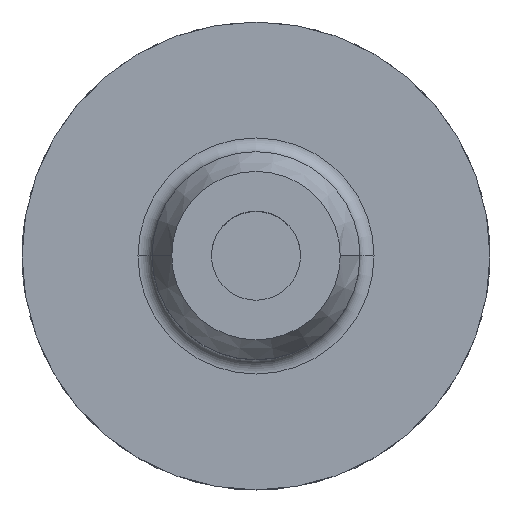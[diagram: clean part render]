
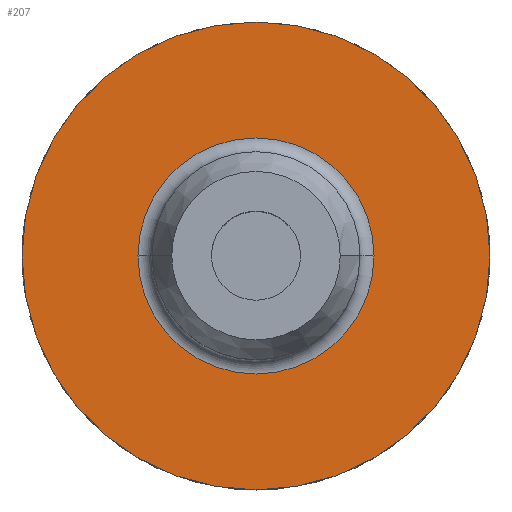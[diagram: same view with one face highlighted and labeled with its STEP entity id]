
A CAD part, top view. The second image highlights one B-rep face of the part: STEP entity #207.
In plain terms, the highlighted planar face has unit normal (0, 0, 1).
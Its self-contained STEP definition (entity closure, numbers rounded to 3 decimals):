
#27 = DIRECTION ( 'NONE',  ( -1., 0., 0. ) ) ;
#33 = ORIENTED_EDGE ( 'NONE', *, *, #851, .T. ) ;
#76 = CARTESIAN_POINT ( 'NONE',  ( 50., 0., 38. ) ) ;
#135 = CIRCLE ( 'NONE', #766, 50. ) ;
#191 = DIRECTION ( 'NONE',  ( 0., 0., -1. ) ) ;
#207 = ADVANCED_FACE ( 'NONE', ( #521, #262 ), #955, .F. ) ;
#228 = VERTEX_POINT ( 'NONE', #1187 ) ;
#248 = AXIS2_PLACEMENT_3D ( 'NONE', #1437, #1552, #1419 ) ;
#262 = FACE_OUTER_BOUND ( 'NONE', #1628, .T. ) ;
#324 = ORIENTED_EDGE ( 'NONE', *, *, #1395, .T. ) ;
#419 = CARTESIAN_POINT ( 'NONE',  ( -25.225, 0., 38. ) ) ;
#521 = FACE_BOUND ( 'NONE', #714, .T. ) ;
#612 = CIRCLE ( 'NONE', #1135, 25.225 ) ;
#641 = CARTESIAN_POINT ( 'NONE',  ( 0., 0., 38. ) ) ;
#688 = VERTEX_POINT ( 'NONE', #419 ) ;
#714 = EDGE_LOOP ( 'NONE', ( #324, #33 ) ) ;
#766 = AXIS2_PLACEMENT_3D ( 'NONE', #641, #1409, #27 ) ;
#851 = EDGE_CURVE ( 'NONE', #1668, #688, #612, .T. ) ;
#856 = DIRECTION ( 'NONE',  ( 0., 0., -1. ) ) ;
#919 = AXIS2_PLACEMENT_3D ( 'NONE', #1232, #191, #1243 ) ;
#955 = PLANE ( 'NONE',  #1675 ) ;
#1008 = EDGE_CURVE ( 'NONE', #1101, #228, #1090, .T. ) ;
#1060 = CARTESIAN_POINT ( 'NONE',  ( 0., 50., 38. ) ) ;
#1079 = DIRECTION ( 'NONE',  ( 0., 0., -1. ) ) ;
#1088 = DIRECTION ( 'NONE',  ( -1., 0., 0. ) ) ;
#1090 = CIRCLE ( 'NONE', #919, 50. ) ;
#1101 = VERTEX_POINT ( 'NONE', #76 ) ;
#1116 = ORIENTED_EDGE ( 'NONE', *, *, #1008, .F. ) ;
#1135 = AXIS2_PLACEMENT_3D ( 'NONE', #1647, #856, #1515 ) ;
#1187 = CARTESIAN_POINT ( 'NONE',  ( -50., 0., 38. ) ) ;
#1232 = CARTESIAN_POINT ( 'NONE',  ( 0., 0., 38. ) ) ;
#1243 = DIRECTION ( 'NONE',  ( -1., 0., 0. ) ) ;
#1284 = CARTESIAN_POINT ( 'NONE',  ( 25.225, 0., 38. ) ) ;
#1286 = CIRCLE ( 'NONE', #248, 25.225 ) ;
#1395 = EDGE_CURVE ( 'NONE', #688, #1668, #1286, .T. ) ;
#1409 = DIRECTION ( 'NONE',  ( 0., 0., -1. ) ) ;
#1419 = DIRECTION ( 'NONE',  ( -1., 0., 0. ) ) ;
#1437 = CARTESIAN_POINT ( 'NONE',  ( 0., 0., 38. ) ) ;
#1491 = ORIENTED_EDGE ( 'NONE', *, *, #1505, .F. ) ;
#1505 = EDGE_CURVE ( 'NONE', #228, #1101, #135, .T. ) ;
#1515 = DIRECTION ( 'NONE',  ( -1., 0., 0. ) ) ;
#1552 = DIRECTION ( 'NONE',  ( 0., 0., -1. ) ) ;
#1628 = EDGE_LOOP ( 'NONE', ( #1491, #1116 ) ) ;
#1647 = CARTESIAN_POINT ( 'NONE',  ( 0., 0., 38. ) ) ;
#1668 = VERTEX_POINT ( 'NONE', #1284 ) ;
#1675 = AXIS2_PLACEMENT_3D ( 'NONE', #1060, #1079, #1088 ) ;
